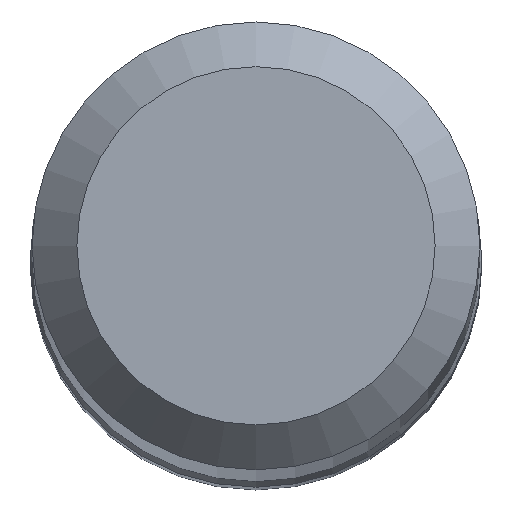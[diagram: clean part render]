
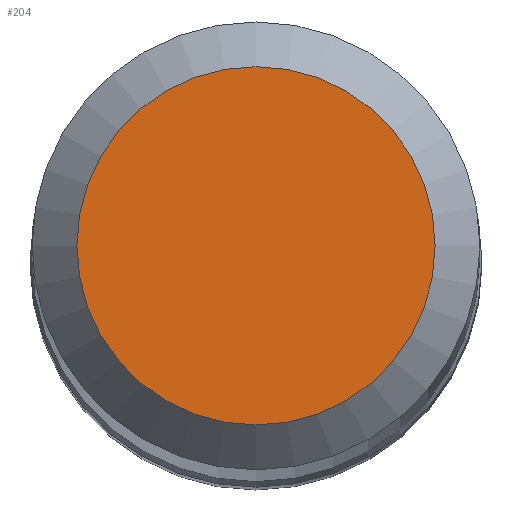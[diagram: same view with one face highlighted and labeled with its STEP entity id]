
A CAD part, top view. The second image highlights one B-rep face of the part: STEP entity #204.
In plain terms, the highlighted planar face has unit normal (0, 0, 1).
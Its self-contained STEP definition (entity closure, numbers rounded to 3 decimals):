
#21 = AXIS2_PLACEMENT_3D ( 'NONE', #152, #247, #229 ) ;
#73 = EDGE_LOOP ( 'NONE', ( #159 ) ) ;
#85 = CARTESIAN_POINT ( 'NONE',  ( 0., 1.2, 70. ) ) ;
#91 = PLANE ( 'NONE',  #21 ) ;
#134 = CIRCLE ( 'NONE', #168, 1.2 ) ;
#152 = CARTESIAN_POINT ( 'NONE',  ( 0., 0., 70. ) ) ;
#159 = ORIENTED_EDGE ( 'NONE', *, *, #280, .F. ) ;
#168 = AXIS2_PLACEMENT_3D ( 'NONE', #269, #210, #209 ) ;
#177 = FACE_OUTER_BOUND ( 'NONE', #73, .T. ) ;
#204 = ADVANCED_FACE ( 'NONE', ( #177 ), #91, .T. ) ;
#209 = DIRECTION ( 'NONE',  ( 0., 1., 0. ) ) ;
#210 = DIRECTION ( 'NONE',  ( 0., 0., -1. ) ) ;
#229 = DIRECTION ( 'NONE',  ( 0., -1., 0. ) ) ;
#240 = VERTEX_POINT ( 'NONE', #85 ) ;
#247 = DIRECTION ( 'NONE',  ( 0., 0., 1. ) ) ;
#269 = CARTESIAN_POINT ( 'NONE',  ( 0., 0., 70. ) ) ;
#280 = EDGE_CURVE ( 'NONE', #240, #240, #134, .T. ) ;
